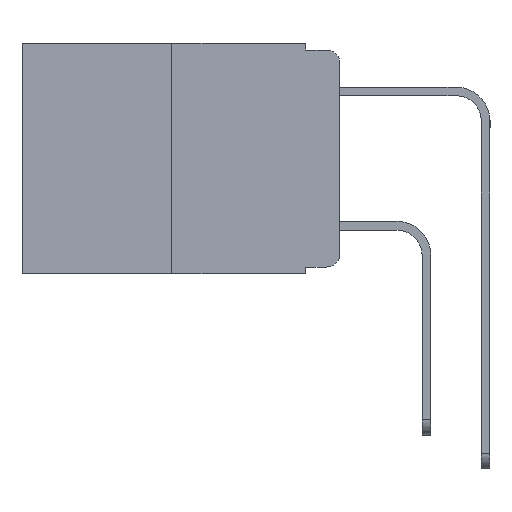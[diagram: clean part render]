
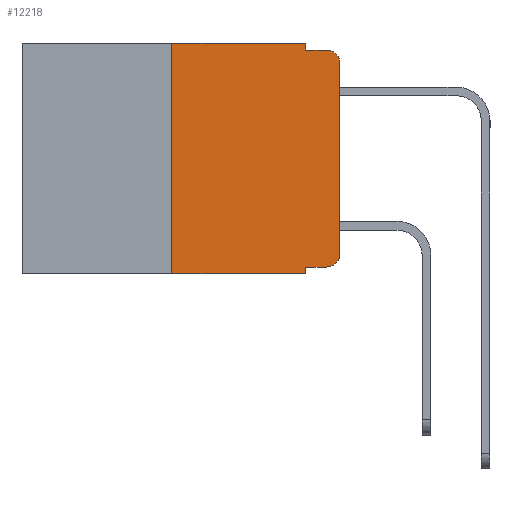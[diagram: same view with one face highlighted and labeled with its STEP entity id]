
A CAD part, left-side view. The second image highlights one B-rep face of the part: STEP entity #12218.
In plain terms, the highlighted planar face has unit normal (-1, 0, 0).
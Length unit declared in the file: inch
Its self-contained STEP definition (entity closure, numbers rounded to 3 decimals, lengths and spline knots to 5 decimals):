
#340 = LINE ( 'NONE', #10824, #3283 ) ;
#595 = DIRECTION ( 'NONE',  ( -1., 0., 0. ) ) ;
#815 = VERTEX_POINT ( 'NONE', #8178 ) ;
#892 = VERTEX_POINT ( 'NONE', #5061 ) ;
#1081 = LINE ( 'NONE', #10444, #2609 ) ;
#1327 = LINE ( 'NONE', #11795, #4242 ) ;
#1404 = VERTEX_POINT ( 'NONE', #11331 ) ;
#1429 = PLANE ( 'NONE',  #10216 ) ;
#1506 = EDGE_CURVE ( 'NONE', #13478, #2973, #1081, .T. ) ;
#1640 = CARTESIAN_POINT ( 'NONE',  ( 0., 0., -0.03 ) ) ;
#2029 = ORIENTED_EDGE ( 'NONE', *, *, #5008, .F. ) ;
#2302 = VECTOR ( 'NONE', #7758, 39.37008 ) ;
#2439 = CARTESIAN_POINT ( 'NONE',  ( 0., 0.051, -0.01 ) ) ;
#2530 = CARTESIAN_POINT ( 'NONE',  ( 0., 0.473, 0. ) ) ;
#2609 = VECTOR ( 'NONE', #5971, 39.37008 ) ;
#2973 = VERTEX_POINT ( 'NONE', #6725 ) ;
#3043 = ORIENTED_EDGE ( 'NONE', *, *, #7220, .F. ) ;
#3163 = CIRCLE ( 'NONE', #9802, 0.02 ) ;
#3283 = VECTOR ( 'NONE', #8422, 39.37008 ) ;
#3600 = CARTESIAN_POINT ( 'NONE',  ( 0., 0.051, 0. ) ) ;
#3631 = DIRECTION ( 'NONE',  ( 0., 0., -1. ) ) ;
#3854 = CARTESIAN_POINT ( 'NONE',  ( 0., 0., 0. ) ) ;
#3896 = VECTOR ( 'NONE', #11131, 39.37008 ) ;
#3922 = ORIENTED_EDGE ( 'NONE', *, *, #9747, .T. ) ;
#4242 = VECTOR ( 'NONE', #5622, 39.37008 ) ;
#4591 = LINE ( 'NONE', #3600, #10077 ) ;
#5008 = EDGE_CURVE ( 'NONE', #815, #1404, #340, .T. ) ;
#5061 = CARTESIAN_POINT ( 'NONE',  ( 0., 0.051, -0.333 ) ) ;
#5299 = CARTESIAN_POINT ( 'NONE',  ( 0., 0.02, -0.03 ) ) ;
#5622 = DIRECTION ( 'NONE',  ( 0., 0., -1. ) ) ;
#5832 = EDGE_CURVE ( 'NONE', #13478, #815, #12979, .T. ) ;
#5841 = ORIENTED_EDGE ( 'NONE', *, *, #11694, .T. ) ;
#5971 = DIRECTION ( 'NONE',  ( 0., -1., 0. ) ) ;
#5981 = CARTESIAN_POINT ( 'NONE',  ( 0., 0.25, -0.343 ) ) ;
#6341 = DIRECTION ( 'NONE',  ( 0., 0., -1. ) ) ;
#6725 = CARTESIAN_POINT ( 'NONE',  ( 0., 0.051, -0.343 ) ) ;
#6816 = EDGE_LOOP ( 'NONE', ( #5841, #12298, #12458, #3043, #2029, #8944, #12324, #10855, #3922, #7324 ) ) ;
#7005 = DIRECTION ( 'NONE',  ( 0., 0., 1. ) ) ;
#7017 = CARTESIAN_POINT ( 'NONE',  ( 0., 0.02, -0.313 ) ) ;
#7220 = EDGE_CURVE ( 'NONE', #1404, #10345, #4591, .T. ) ;
#7295 = LINE ( 'NONE', #13256, #3896 ) ;
#7324 = ORIENTED_EDGE ( 'NONE', *, *, #11079, .T. ) ;
#7650 = EDGE_CURVE ( 'NONE', #892, #2973, #1327, .T. ) ;
#7758 = DIRECTION ( 'NONE',  ( 0., -1., 0. ) ) ;
#7900 = LINE ( 'NONE', #12897, #2302 ) ;
#8038 = DIRECTION ( 'NONE',  ( 0., 0., -1. ) ) ;
#8178 = CARTESIAN_POINT ( 'NONE',  ( 0., 0.25, 0. ) ) ;
#8422 = DIRECTION ( 'NONE',  ( 0., -1., 0. ) ) ;
#8566 = VECTOR ( 'NONE', #7005, 39.37008 ) ;
#8713 = CARTESIAN_POINT ( 'NONE',  ( 0., 0.02, -0.333 ) ) ;
#8745 = CIRCLE ( 'NONE', #9186, 0.02 ) ;
#8944 = ORIENTED_EDGE ( 'NONE', *, *, #5832, .F. ) ;
#9186 = AXIS2_PLACEMENT_3D ( 'NONE', #7017, #595, #8038 ) ;
#9530 = CARTESIAN_POINT ( 'NONE',  ( 0., 0.02, -0.01 ) ) ;
#9571 = VERTEX_POINT ( 'NONE', #9530 ) ;
#9747 = EDGE_CURVE ( 'NONE', #892, #11498, #7900, .T. ) ;
#9802 = AXIS2_PLACEMENT_3D ( 'NONE', #5299, #12508, #6341 ) ;
#9864 = DIRECTION ( 'NONE',  ( 1., 0., 0. ) ) ;
#10077 = VECTOR ( 'NONE', #10841, 39.37008 ) ;
#10216 = AXIS2_PLACEMENT_3D ( 'NONE', #2530, #9864, #3631 ) ;
#10249 = VECTOR ( 'NONE', #12861, 39.37008 ) ;
#10345 = VERTEX_POINT ( 'NONE', #2439 ) ;
#10444 = CARTESIAN_POINT ( 'NONE',  ( 0., 0.473, -0.343 ) ) ;
#10586 = EDGE_CURVE ( 'NONE', #10345, #9571, #7295, .T. ) ;
#10631 = FACE_OUTER_BOUND ( 'NONE', #6816, .T. ) ;
#10824 = CARTESIAN_POINT ( 'NONE',  ( 0., 0.473, 0. ) ) ;
#10841 = DIRECTION ( 'NONE',  ( 0., 0., -1. ) ) ;
#10855 = ORIENTED_EDGE ( 'NONE', *, *, #7650, .F. ) ;
#10873 = VERTEX_POINT ( 'NONE', #11685 ) ;
#11079 = EDGE_CURVE ( 'NONE', #11498, #10873, #8745, .T. ) ;
#11131 = DIRECTION ( 'NONE',  ( 0., -1., 0. ) ) ;
#11269 = LINE ( 'NONE', #3854, #8566 ) ;
#11331 = CARTESIAN_POINT ( 'NONE',  ( 0., 0.051, 0. ) ) ;
#11498 = VERTEX_POINT ( 'NONE', #8713 ) ;
#11685 = CARTESIAN_POINT ( 'NONE',  ( 0., 0., -0.313 ) ) ;
#11694 = EDGE_CURVE ( 'NONE', #10873, #13487, #11269, .T. ) ;
#11795 = CARTESIAN_POINT ( 'NONE',  ( 0., 0.051, 0. ) ) ;
#11978 = EDGE_CURVE ( 'NONE', #13487, #9571, #3163, .T. ) ;
#12218 = ADVANCED_FACE ( 'NONE', ( #10631 ), #1429, .F. ) ;
#12298 = ORIENTED_EDGE ( 'NONE', *, *, #11978, .T. ) ;
#12324 = ORIENTED_EDGE ( 'NONE', *, *, #1506, .T. ) ;
#12458 = ORIENTED_EDGE ( 'NONE', *, *, #10586, .F. ) ;
#12508 = DIRECTION ( 'NONE',  ( -1., 0., 0. ) ) ;
#12861 = DIRECTION ( 'NONE',  ( 0., 0., 1. ) ) ;
#12897 = CARTESIAN_POINT ( 'NONE',  ( 0., 0.051, -0.333 ) ) ;
#12979 = LINE ( 'NONE', #13577, #10249 ) ;
#13256 = CARTESIAN_POINT ( 'NONE',  ( 0., 0.051, -0.01 ) ) ;
#13478 = VERTEX_POINT ( 'NONE', #5981 ) ;
#13487 = VERTEX_POINT ( 'NONE', #1640 ) ;
#13577 = CARTESIAN_POINT ( 'NONE',  ( 0., 0.25, 0. ) ) ;
